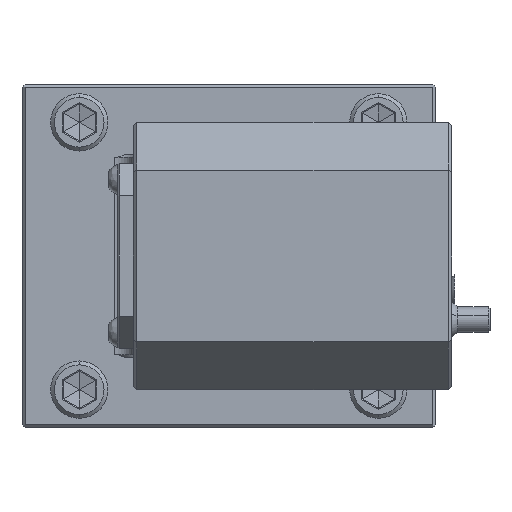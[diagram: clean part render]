
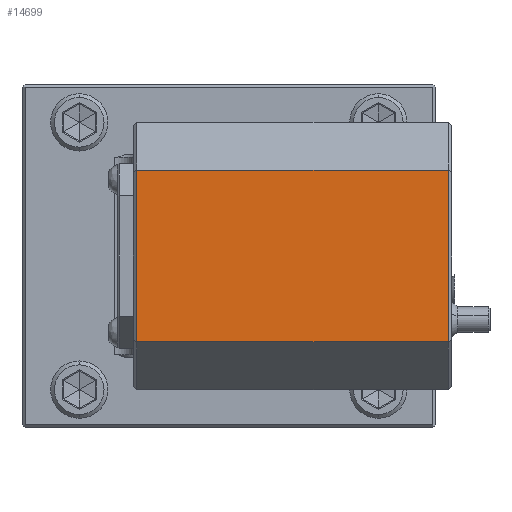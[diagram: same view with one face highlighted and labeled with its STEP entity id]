
A CAD part, front view. The second image highlights one B-rep face of the part: STEP entity #14699.
In plain terms, the highlighted planar face has unit normal (0, -1, 0).
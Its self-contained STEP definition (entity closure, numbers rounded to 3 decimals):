
#3594=DIRECTION('',(0.,0.,-1.));
#3595=VECTOR('',#3594,54.);
#3596=CARTESIAN_POINT('',(-29.,-170.,27.));
#3597=LINE('',#3596,#3595);
#3598=DIRECTION('',(-1.,0.,0.));
#3599=VECTOR('',#3598,98.);
#3600=CARTESIAN_POINT('',(69.,-170.,27.));
#3601=LINE('',#3600,#3599);
#3602=DIRECTION('',(0.,0.,1.));
#3603=VECTOR('',#3602,54.);
#3604=CARTESIAN_POINT('',(69.,-170.,-27.));
#3605=LINE('',#3604,#3603);
#3606=DIRECTION('',(1.,0.,0.));
#3607=VECTOR('',#3606,98.);
#3608=CARTESIAN_POINT('',(-29.,-170.,-27.));
#3609=LINE('',#3608,#3607);
#9752=CARTESIAN_POINT('',(-29.,-170.,27.));
#9754=VERTEX_POINT('',#9752);
#9762=CARTESIAN_POINT('',(-29.,-170.,-27.));
#9763=VERTEX_POINT('',#9762);
#9780=CARTESIAN_POINT('',(69.,-170.,-27.));
#9781=VERTEX_POINT('',#9780);
#9786=CARTESIAN_POINT('',(69.,-170.,27.));
#9787=VERTEX_POINT('',#9786);
#14687=CARTESIAN_POINT('',(0.,-170.,0.));
#14688=DIRECTION('',(0.,-1.,0.));
#14689=DIRECTION('',(-1.,0.,0.));
#14690=AXIS2_PLACEMENT_3D('',#14687,#14688,#14689);
#14691=PLANE('',#14690);
#14693=ORIENTED_EDGE('',*,*,#14692,.F.);
#14694=ORIENTED_EDGE('',*,*,#11686,.F.);
#14695=ORIENTED_EDGE('',*,*,#14681,.F.);
#14696=ORIENTED_EDGE('',*,*,#11599,.F.);
#14697=EDGE_LOOP('',(#14693,#14694,#14695,#14696));
#14698=FACE_OUTER_BOUND('',#14697,.F.);
#11599=EDGE_CURVE('',#9763,#9781,#3609,.T.);
#11686=EDGE_CURVE('',#9787,#9754,#3601,.T.);
#14681=EDGE_CURVE('',#9781,#9787,#3605,.T.);
#14692=EDGE_CURVE('',#9754,#9763,#3597,.T.);
#14699=ADVANCED_FACE('',(#14698),#14691,.T.);
